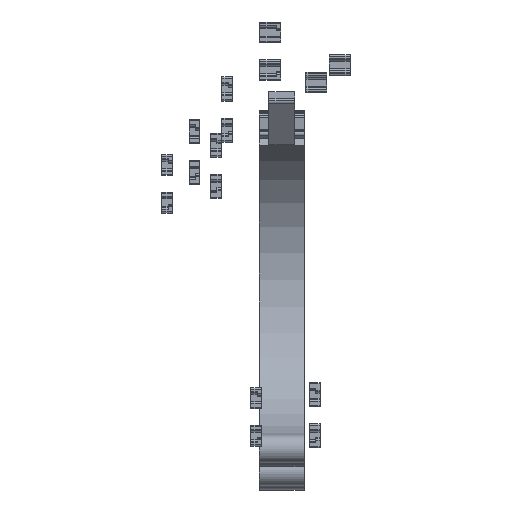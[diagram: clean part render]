
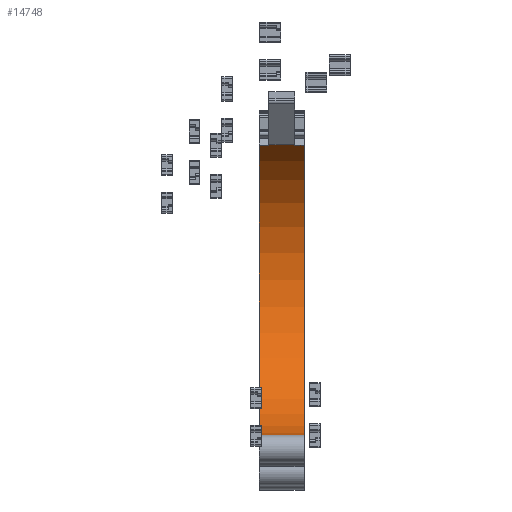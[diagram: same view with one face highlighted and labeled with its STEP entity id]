
A CAD part, left-side view. The second image highlights one B-rep face of the part: STEP entity #14748.
In plain terms, the highlighted cylindrical face has radius 45 mm (diameter 90 mm), a partial arc.
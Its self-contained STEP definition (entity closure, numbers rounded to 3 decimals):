
#1 = DIRECTION ( 'NONE',  ( 0., -1., 0. ) ) ;
#61 = CARTESIAN_POINT ( 'NONE',  ( 0., 0., 0. ) ) ;
#595 = DIRECTION ( 'NONE',  ( 0., -1., 0. ) ) ;
#610 = ORIENTED_EDGE ( 'NONE', *, *, #1893, .F. ) ;
#807 = EDGE_CURVE ( 'NONE', #4134, #5832, #18041, .T. ) ;
#1893 = EDGE_CURVE ( 'NONE', #11826, #19045, #12259, .T. ) ;
#2057 = ORIENTED_EDGE ( 'NONE', *, *, #5309, .T. ) ;
#2116 = CARTESIAN_POINT ( 'NONE',  ( 0., 10.25, 0. ) ) ;
#2221 = ORIENTED_EDGE ( 'NONE', *, *, #6670, .F. ) ;
#2493 = DIRECTION ( 'NONE',  ( 0., -1., 0. ) ) ;
#2735 = ORIENTED_EDGE ( 'NONE', *, *, #17865, .T. ) ;
#2860 = ORIENTED_EDGE ( 'NONE', *, *, #807, .F. ) ;
#3027 = AXIS2_PLACEMENT_3D ( 'NONE', #16871, #18618, #12835 ) ;
#3052 = AXIS2_PLACEMENT_3D ( 'NONE', #2116, #7956, #13866 ) ;
#3428 = CYLINDRICAL_SURFACE ( 'NONE', #13278, 45. ) ;
#3865 = ORIENTED_EDGE ( 'NONE', *, *, #8326, .F. ) ;
#3946 = AXIS2_PLACEMENT_3D ( 'NONE', #61, #7254, #10144 ) ;
#4117 = EDGE_LOOP ( 'NONE', ( #3865, #2860, #2057, #2735, #16017, #2221, #610, #14291 ) ) ;
#4134 = VERTEX_POINT ( 'NONE', #5870 ) ;
#4264 = CIRCLE ( 'NONE', #3946, 45. ) ;
#5103 = DIRECTION ( 'NONE',  ( 0., -1., 0. ) ) ;
#5309 = EDGE_CURVE ( 'NONE', #4134, #14531, #7792, .T. ) ;
#5832 = VERTEX_POINT ( 'NONE', #15946 ) ;
#5870 = CARTESIAN_POINT ( 'NONE',  ( 0., 13., -45. ) ) ;
#6042 = CARTESIAN_POINT ( 'NONE',  ( 22.5, 10.25, 38.971 ) ) ;
#6412 = EDGE_CURVE ( 'NONE', #14078, #11755, #17570, .T. ) ;
#6584 = FACE_OUTER_BOUND ( 'NONE', #4117, .T. ) ;
#6670 = EDGE_CURVE ( 'NONE', #19045, #14078, #16862, .T. ) ;
#6932 = AXIS2_PLACEMENT_3D ( 'NONE', #8739, #1, #10284 ) ;
#7203 = EDGE_CURVE ( 'NONE', #17297, #11826, #7339, .T. ) ;
#7254 = DIRECTION ( 'NONE',  ( 0., -1., 0. ) ) ;
#7339 = CIRCLE ( 'NONE', #3052, 45. ) ;
#7792 = LINE ( 'NONE', #18230, #17014 ) ;
#7956 = DIRECTION ( 'NONE',  ( 0., -1., 0. ) ) ;
#8326 = EDGE_CURVE ( 'NONE', #5832, #17297, #11144, .T. ) ;
#8340 = CARTESIAN_POINT ( 'NONE',  ( 22.852, 13., 38.766 ) ) ;
#8739 = CARTESIAN_POINT ( 'NONE',  ( 0., 13., 0. ) ) ;
#8986 = VECTOR ( 'NONE', #2493, 1000. ) ;
#10144 = DIRECTION ( 'NONE',  ( 0., 0., 1. ) ) ;
#10284 = DIRECTION ( 'NONE',  ( 0., 0., 1. ) ) ;
#11144 = LINE ( 'NONE', #8340, #8986 ) ;
#11495 = CARTESIAN_POINT ( 'NONE',  ( 22.852, 13., 38.766 ) ) ;
#11630 = VECTOR ( 'NONE', #13062, 1000. ) ;
#11755 = VERTEX_POINT ( 'NONE', #14976 ) ;
#11826 = VERTEX_POINT ( 'NONE', #6042 ) ;
#12034 = CARTESIAN_POINT ( 'NONE',  ( 0., 0., -45. ) ) ;
#12259 = LINE ( 'NONE', #16594, #16958 ) ;
#12304 = DIRECTION ( 'NONE',  ( 0., -1., 0. ) ) ;
#12503 = CARTESIAN_POINT ( 'NONE',  ( 0., 13., 0. ) ) ;
#12835 = DIRECTION ( 'NONE',  ( 0., 0., -1. ) ) ;
#13062 = DIRECTION ( 'NONE',  ( 0., -1., 0. ) ) ;
#13278 = AXIS2_PLACEMENT_3D ( 'NONE', #12503, #12304, #18384 ) ;
#13866 = DIRECTION ( 'NONE',  ( 0., 0., 1. ) ) ;
#14078 = VERTEX_POINT ( 'NONE', #18029 ) ;
#14242 = CARTESIAN_POINT ( 'NONE',  ( 22.852, 10.25, 38.766 ) ) ;
#14291 = ORIENTED_EDGE ( 'NONE', *, *, #7203, .F. ) ;
#14531 = VERTEX_POINT ( 'NONE', #12034 ) ;
#14748 = ADVANCED_FACE ( 'NONE', ( #6584 ), #3428, .F. ) ;
#14976 = CARTESIAN_POINT ( 'NONE',  ( 22.852, 0., 38.766 ) ) ;
#15946 = CARTESIAN_POINT ( 'NONE',  ( 22.852, 13., 38.766 ) ) ;
#16017 = ORIENTED_EDGE ( 'NONE', *, *, #6412, .F. ) ;
#16594 = CARTESIAN_POINT ( 'NONE',  ( 22.5, 13., 38.971 ) ) ;
#16862 = CIRCLE ( 'NONE', #3027, 45. ) ;
#16871 = CARTESIAN_POINT ( 'NONE',  ( 0., 2.75, 0. ) ) ;
#16958 = VECTOR ( 'NONE', #5103, 1000. ) ;
#17014 = VECTOR ( 'NONE', #595, 1000. ) ;
#17297 = VERTEX_POINT ( 'NONE', #14242 ) ;
#17570 = LINE ( 'NONE', #11495, #11630 ) ;
#17590 = CARTESIAN_POINT ( 'NONE',  ( 22.5, 2.75, 38.971 ) ) ;
#17865 = EDGE_CURVE ( 'NONE', #14531, #11755, #4264, .T. ) ;
#18029 = CARTESIAN_POINT ( 'NONE',  ( 22.852, 2.75, 38.766 ) ) ;
#18041 = CIRCLE ( 'NONE', #6932, 45. ) ;
#18230 = CARTESIAN_POINT ( 'NONE',  ( 0., 13., -45. ) ) ;
#18384 = DIRECTION ( 'NONE',  ( 0., 0., -1. ) ) ;
#18618 = DIRECTION ( 'NONE',  ( 0., 1., 0. ) ) ;
#19045 = VERTEX_POINT ( 'NONE', #17590 ) ;
